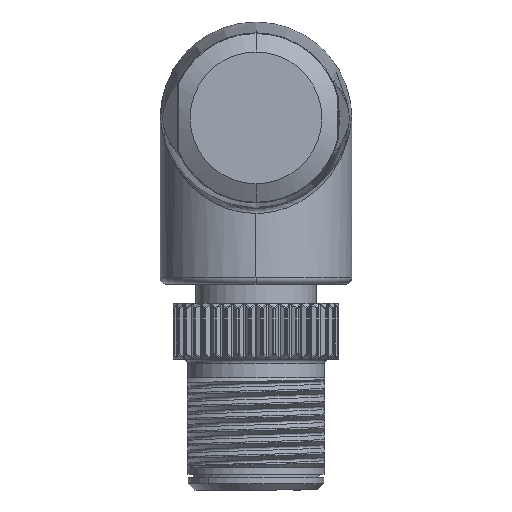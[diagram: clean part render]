
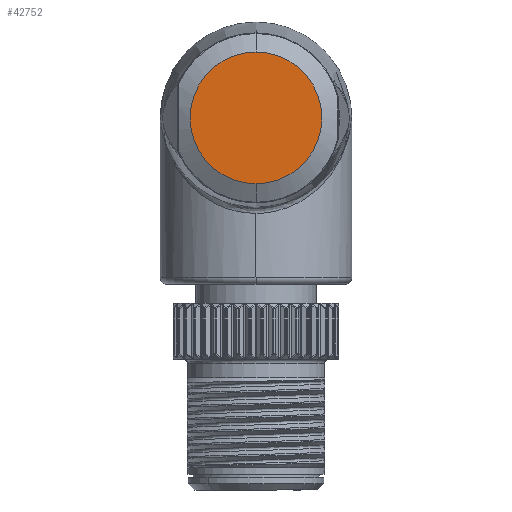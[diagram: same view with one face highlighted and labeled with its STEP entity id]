
A CAD part, front view. The second image highlights one B-rep face of the part: STEP entity #42752.
In plain terms, the highlighted planar face has unit normal (0, -1, 0).
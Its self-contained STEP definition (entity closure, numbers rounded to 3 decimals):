
#64 = AXIS2_PLACEMENT_3D ( 'NONE', #14229, #27367, #31641 ) ;
#1387 = ORIENTED_EDGE ( 'NONE', *, *, #41451, .T. ) ;
#1736 = DIRECTION ( 'NONE',  ( 0., -1., 0. ) ) ;
#2773 = DIRECTION ( 'NONE',  ( 0., -1., 0. ) ) ;
#3230 = CIRCLE ( 'NONE', #64, 5.15 ) ;
#10496 = DIRECTION ( 'NONE',  ( 0., 0., 1. ) ) ;
#10604 = DIRECTION ( 'NONE',  ( -1., 0., 0. ) ) ;
#14229 = CARTESIAN_POINT ( 'NONE',  ( 0., -31.2, 15.257 ) ) ;
#14697 = ORIENTED_EDGE ( 'NONE', *, *, #48541, .T. ) ;
#17636 = EDGE_LOOP ( 'NONE', ( #1387, #14697 ) ) ;
#19781 = PLANE ( 'NONE',  #45572 ) ;
#20413 = VERTEX_POINT ( 'NONE', #40737 ) ;
#26401 = AXIS2_PLACEMENT_3D ( 'NONE', #26990, #1736, #10496 ) ;
#26990 = CARTESIAN_POINT ( 'NONE',  ( 0., -31.2, 15.257 ) ) ;
#27367 = DIRECTION ( 'NONE',  ( 0., -1., 0. ) ) ;
#31441 = VERTEX_POINT ( 'NONE', #31995 ) ;
#31641 = DIRECTION ( 'NONE',  ( 0., 0., 1. ) ) ;
#31995 = CARTESIAN_POINT ( 'NONE',  ( 0., -31.2, 10.107 ) ) ;
#40737 = CARTESIAN_POINT ( 'NONE',  ( 0., -31.2, 20.407 ) ) ;
#40741 = CARTESIAN_POINT ( 'NONE',  ( 0., -31.2, 15.257 ) ) ;
#41451 = EDGE_CURVE ( 'NONE', #31441, #20413, #43162, .T. ) ;
#42752 = ADVANCED_FACE ( 'NONE', ( #43981 ), #19781, .T. ) ;
#43162 = CIRCLE ( 'NONE', #26401, 5.15 ) ;
#43981 = FACE_OUTER_BOUND ( 'NONE', #17636, .T. ) ;
#45572 = AXIS2_PLACEMENT_3D ( 'NONE', #40741, #2773, #10604 ) ;
#48541 = EDGE_CURVE ( 'NONE', #20413, #31441, #3230, .T. ) ;
